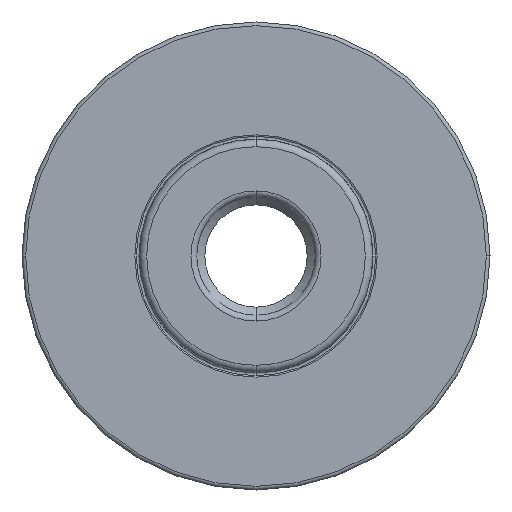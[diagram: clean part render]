
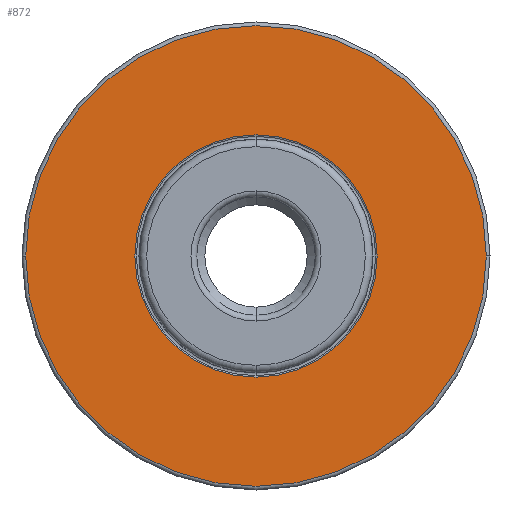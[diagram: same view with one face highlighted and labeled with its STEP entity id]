
A CAD part, front view. The second image highlights one B-rep face of the part: STEP entity #872.
In plain terms, the highlighted planar face has unit normal (0, -1, 0).
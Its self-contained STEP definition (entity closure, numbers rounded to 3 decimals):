
#54 = AXIS2_PLACEMENT_3D ( 'NONE', #1306, #1468, #1494 ) ;
#117 = AXIS2_PLACEMENT_3D ( 'NONE', #193, #1892, #986 ) ;
#118 = ORIENTED_EDGE ( 'NONE', *, *, #1414, .F. ) ;
#142 = EDGE_LOOP ( 'NONE', ( #1319, #118 ) ) ;
#161 = VERTEX_POINT ( 'NONE', #859 ) ;
#193 = CARTESIAN_POINT ( 'NONE',  ( 0., 24.8, 0. ) ) ;
#241 = DIRECTION ( 'NONE',  ( 0., 0., 1. ) ) ;
#301 = DIRECTION ( 'NONE',  ( 0., 0., 1. ) ) ;
#353 = VERTEX_POINT ( 'NONE', #458 ) ;
#387 = CARTESIAN_POINT ( 'NONE',  ( 0., 24.8, 0. ) ) ;
#409 = EDGE_LOOP ( 'NONE', ( #1867, #1201 ) ) ;
#458 = CARTESIAN_POINT ( 'NONE',  ( 0., 24.8, -16.563 ) ) ;
#464 = PLANE ( 'NONE',  #520 ) ;
#520 = AXIS2_PLACEMENT_3D ( 'NONE', #608, #1232, #301 ) ;
#547 = DIRECTION ( 'NONE',  ( 0., 1., 0. ) ) ;
#608 = CARTESIAN_POINT ( 'NONE',  ( 16.563, 24.8, 0. ) ) ;
#610 = CIRCLE ( 'NONE', #54, 16.563 ) ;
#616 = CARTESIAN_POINT ( 'NONE',  ( -31.5, 24.8, 0. ) ) ;
#625 = EDGE_CURVE ( 'NONE', #1751, #1881, #1231, .T. ) ;
#729 = EDGE_CURVE ( 'NONE', #353, #161, #1484, .T. ) ;
#859 = CARTESIAN_POINT ( 'NONE',  ( 0., 24.8, 16.563 ) ) ;
#867 = AXIS2_PLACEMENT_3D ( 'NONE', #387, #1442, #1465 ) ;
#872 = ADVANCED_FACE ( 'NONE', ( #1190, #1853 ), #464, .F. ) ;
#874 = CARTESIAN_POINT ( 'NONE',  ( 0., 24.8, 0. ) ) ;
#986 = DIRECTION ( 'NONE',  ( -1., 0., 0. ) ) ;
#1064 = EDGE_CURVE ( 'NONE', #161, #353, #610, .T. ) ;
#1190 = FACE_BOUND ( 'NONE', #409, .T. ) ;
#1201 = ORIENTED_EDGE ( 'NONE', *, *, #1064, .T. ) ;
#1231 = CIRCLE ( 'NONE', #117, 31.5 ) ;
#1232 = DIRECTION ( 'NONE',  ( 0., 1., 0. ) ) ;
#1306 = CARTESIAN_POINT ( 'NONE',  ( 0., 24.8, 0. ) ) ;
#1319 = ORIENTED_EDGE ( 'NONE', *, *, #625, .F. ) ;
#1394 = CARTESIAN_POINT ( 'NONE',  ( 31.5, 24.8, 0. ) ) ;
#1414 = EDGE_CURVE ( 'NONE', #1881, #1751, #1805, .T. ) ;
#1442 = DIRECTION ( 'NONE',  ( 0., 1., 0. ) ) ;
#1465 = DIRECTION ( 'NONE',  ( -1., 0., 0. ) ) ;
#1468 = DIRECTION ( 'NONE',  ( 0., 1., 0. ) ) ;
#1484 = CIRCLE ( 'NONE', #1798, 16.563 ) ;
#1494 = DIRECTION ( 'NONE',  ( 0., 0., 1. ) ) ;
#1751 = VERTEX_POINT ( 'NONE', #616 ) ;
#1798 = AXIS2_PLACEMENT_3D ( 'NONE', #874, #547, #241 ) ;
#1805 = CIRCLE ( 'NONE', #867, 31.5 ) ;
#1853 = FACE_OUTER_BOUND ( 'NONE', #142, .T. ) ;
#1867 = ORIENTED_EDGE ( 'NONE', *, *, #729, .T. ) ;
#1881 = VERTEX_POINT ( 'NONE', #1394 ) ;
#1892 = DIRECTION ( 'NONE',  ( 0., 1., 0. ) ) ;
